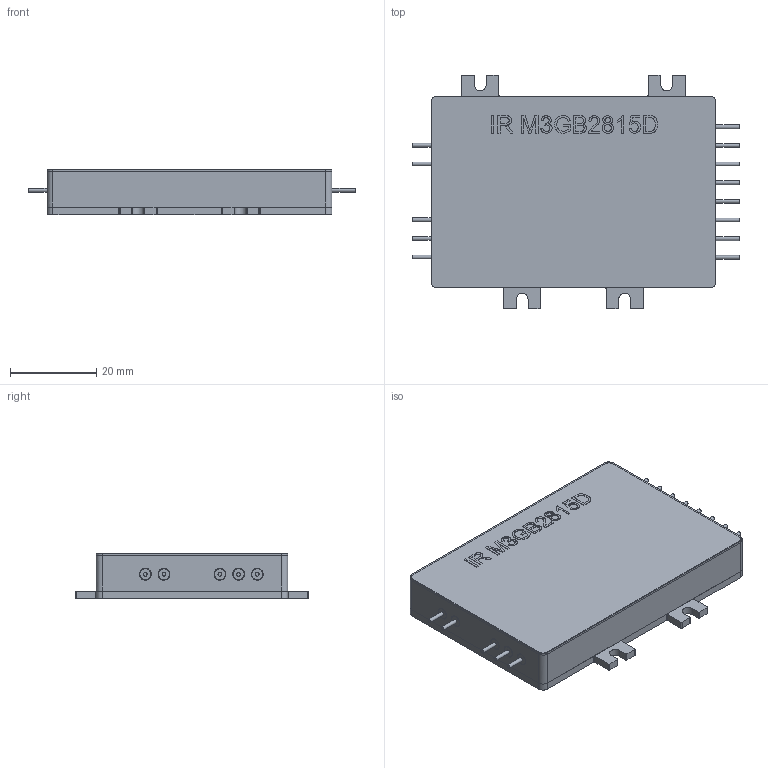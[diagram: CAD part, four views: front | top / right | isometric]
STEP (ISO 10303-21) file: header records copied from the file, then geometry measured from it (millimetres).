
FILE_DESCRIPTION(('FreeCAD Model'),'2;1');
FILE_NAME('Open CASCADE Shape Model','2025-04-27T07:26:53',('FreeCAD'),( 'FreeCAD'),'Open CASCADE STEP processor 7.6','FreeCAD','Unknown');
FILE_SCHEMA(('AUTOMOTIVE_DESIGN { 1 0 10303 214 1 1 1 1 }'));
Length unit declared in the file: millimetre
Products named in the file (1): Open CASCADE STEP translator 7.6 1
Bounding box: 75.82 x 54.14 x 10.45 mm (x, y, z)
Volume: 34176.6 mm3; surface area: 18738.8 mm2
Topology: 39 solids, 39 shells, 503 faces, 1222 edges, 798 vertices
Faces by surface type: bspline 503
Entity records: 15206 total; most frequent: CARTESIAN_POINT 7641, ORIENTED_EDGE 2444, EDGE_CURVE 1222, B_SPLINE_CURVE_WITH_KNOTS 996, VERTEX_POINT 798, FACE_BOUND 568, EDGE_LOOP 568, ADVANCED_FACE 503
